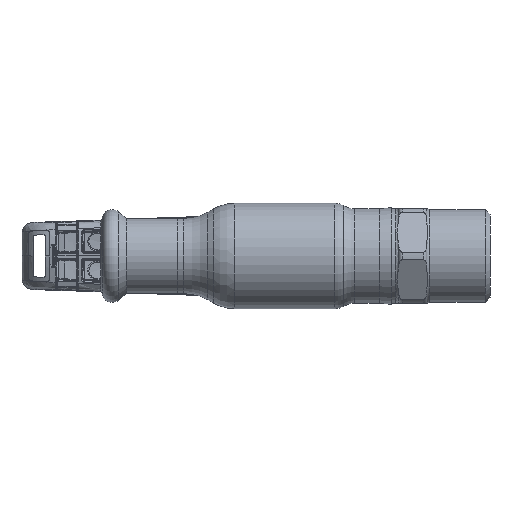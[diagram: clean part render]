
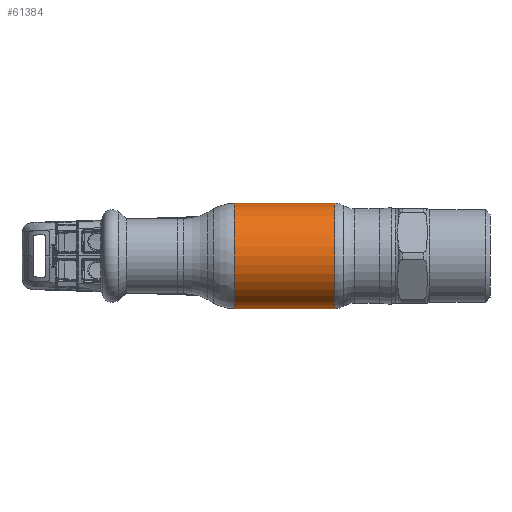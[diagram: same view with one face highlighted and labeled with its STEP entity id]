
A CAD part, front view. The second image highlights one B-rep face of the part: STEP entity #61384.
In plain terms, the highlighted cylindrical face has radius 15 mm (diameter 30 mm), a partial arc.
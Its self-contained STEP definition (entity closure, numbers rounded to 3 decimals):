
#2269 = ORIENTED_EDGE ( 'NONE', *, *, #31426, .T. ) ;
#8384 = ORIENTED_EDGE ( 'NONE', *, *, #34364, .T. ) ;
#9303 = EDGE_LOOP ( 'NONE', ( #39702, #8384, #2269, #15761 ) ) ;
#14003 = CYLINDRICAL_SURFACE ( 'NONE', #33435, 15. ) ;
#15761 = ORIENTED_EDGE ( 'NONE', *, *, #40201, .F. ) ;
#19073 = CARTESIAN_POINT ( 'NONE',  ( -62.69, 0., 0. ) ) ;
#25006 = CARTESIAN_POINT ( 'NONE',  ( -62.69, 0., -15. ) ) ;
#29841 = VECTOR ( 'NONE', #50705, 1000. ) ;
#30349 = DIRECTION ( 'NONE',  ( 0., 0., 1. ) ) ;
#30370 = DIRECTION ( 'NONE',  ( 0., 0., 1. ) ) ;
#31426 = EDGE_CURVE ( 'NONE', #35715, #61018, #41811, .T. ) ;
#33219 = DIRECTION ( 'NONE',  ( -1., 0., 0. ) ) ;
#33435 = AXIS2_PLACEMENT_3D ( 'NONE', #19073, #54598, #30370 ) ;
#34364 = EDGE_CURVE ( 'NONE', #58852, #35715, #35932, .T. ) ;
#34665 = VERTEX_POINT ( 'NONE', #43012 ) ;
#34787 = DIRECTION ( 'NONE',  ( -1., 0., 0. ) ) ;
#35715 = VERTEX_POINT ( 'NONE', #48926 ) ;
#35932 = CIRCLE ( 'NONE', #63947, 15. ) ;
#39702 = ORIENTED_EDGE ( 'NONE', *, *, #64968, .F. ) ;
#40201 = EDGE_CURVE ( 'NONE', #34665, #61018, #42408, .T. ) ;
#41811 = LINE ( 'NONE', #55579, #29841 ) ;
#41969 = CARTESIAN_POINT ( 'NONE',  ( 14.285, 0., -15. ) ) ;
#42408 = CIRCLE ( 'NONE', #54860, 15. ) ;
#43012 = CARTESIAN_POINT ( 'NONE',  ( -14.285, 0., -15. ) ) ;
#44586 = LINE ( 'NONE', #25006, #61999 ) ;
#44835 = DIRECTION ( 'NONE',  ( -1., 0., 0. ) ) ;
#48926 = CARTESIAN_POINT ( 'NONE',  ( 14.285, 0., 15. ) ) ;
#49034 = DIRECTION ( 'NONE',  ( 0., 0., 1. ) ) ;
#50705 = DIRECTION ( 'NONE',  ( -1., 0., 0. ) ) ;
#53820 = CARTESIAN_POINT ( 'NONE',  ( -14.285, 0., 15. ) ) ;
#54598 = DIRECTION ( 'NONE',  ( -1., 0., 0. ) ) ;
#54860 = AXIS2_PLACEMENT_3D ( 'NONE', #65241, #34787, #30349 ) ;
#55579 = CARTESIAN_POINT ( 'NONE',  ( -62.69, 0., 15. ) ) ;
#58414 = FACE_OUTER_BOUND ( 'NONE', #9303, .T. ) ;
#58852 = VERTEX_POINT ( 'NONE', #41969 ) ;
#61018 = VERTEX_POINT ( 'NONE', #53820 ) ;
#61384 = ADVANCED_FACE ( 'NONE', ( #58414 ), #14003, .T. ) ;
#61999 = VECTOR ( 'NONE', #44835, 1000. ) ;
#63947 = AXIS2_PLACEMENT_3D ( 'NONE', #64111, #33219, #49034 ) ;
#64111 = CARTESIAN_POINT ( 'NONE',  ( 14.285, 0., 0. ) ) ;
#64968 = EDGE_CURVE ( 'NONE', #58852, #34665, #44586, .T. ) ;
#65241 = CARTESIAN_POINT ( 'NONE',  ( -14.285, 0., 0. ) ) ;
